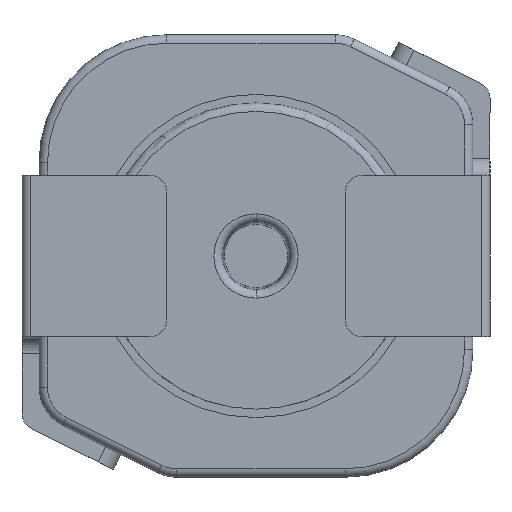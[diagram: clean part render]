
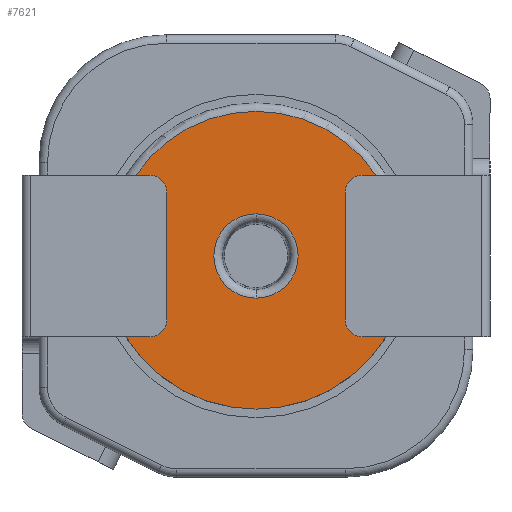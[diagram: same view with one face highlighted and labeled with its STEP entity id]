
A CAD part, front view. The second image highlights one B-rep face of the part: STEP entity #7621.
In plain terms, the highlighted planar face has unit normal (0, -1, 0).
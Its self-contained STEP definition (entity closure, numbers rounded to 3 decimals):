
#45 = ORIENTED_EDGE ( 'NONE', *, *, #385, .T. ) ;
#169 = ORIENTED_EDGE ( 'NONE', *, *, #5303, .T. ) ;
#205 = VERTEX_POINT ( 'NONE', #3412 ) ;
#314 = EDGE_CURVE ( 'NONE', #3811, #4856, #6757, .T. ) ;
#356 = EDGE_CURVE ( 'NONE', #205, #10053, #6476, .T. ) ;
#362 = VECTOR ( 'NONE', #1095, 1000. ) ;
#385 = EDGE_CURVE ( 'NONE', #3811, #2764, #7530, .T. ) ;
#585 = EDGE_LOOP ( 'NONE', ( #4241, #4001, #3765, #6191, #6406, #10262, #1280, #4641, #169, #3329, #9038, #11218, #45 ) ) ;
#586 = VERTEX_POINT ( 'NONE', #5966 ) ;
#614 = VERTEX_POINT ( 'NONE', #4071 ) ;
#677 = DIRECTION ( 'NONE',  ( 0., 0., -1. ) ) ;
#824 = LINE ( 'NONE', #10919, #2997 ) ;
#845 = EDGE_CURVE ( 'NONE', #5468, #586, #3411, .T. ) ;
#1069 = CARTESIAN_POINT ( 'NONE',  ( -1.41, 0., 0.95 ) ) ;
#1095 = DIRECTION ( 'NONE',  ( 1., 0., 0. ) ) ;
#1111 = CARTESIAN_POINT ( 'NONE',  ( 0., 0., 0. ) ) ;
#1216 = CARTESIAN_POINT ( 'NONE',  ( -1.05, 0., 0.95 ) ) ;
#1280 = ORIENTED_EDGE ( 'NONE', *, *, #845, .T. ) ;
#1335 = AXIS2_PLACEMENT_3D ( 'NONE', #3340, #4235, #677 ) ;
#1374 = CARTESIAN_POINT ( 'NONE',  ( 1.529, 0., -0.95 ) ) ;
#1415 = CARTESIAN_POINT ( 'NONE',  ( 1.25, 0., 0.75 ) ) ;
#1426 = CIRCLE ( 'NONE', #8237, 1.8 ) ;
#1456 = CARTESIAN_POINT ( 'NONE',  ( 0., 0., 0. ) ) ;
#1820 = DIRECTION ( 'NONE',  ( 0., -1., 0. ) ) ;
#1891 = DIRECTION ( 'NONE',  ( 0., 0., -1. ) ) ;
#2288 = DIRECTION ( 'NONE',  ( 0., 0., -1. ) ) ;
#2303 = EDGE_CURVE ( 'NONE', #8858, #10981, #9772, .T. ) ;
#2369 = EDGE_CURVE ( 'NONE', #8877, #8858, #7969, .T. ) ;
#2475 = DIRECTION ( 'NONE',  ( 0., 0., -1. ) ) ;
#2532 = PLANE ( 'NONE',  #10738 ) ;
#2646 = DIRECTION ( 'NONE',  ( 0., 0., -1. ) ) ;
#2764 = VERTEX_POINT ( 'NONE', #4564 ) ;
#2997 = VECTOR ( 'NONE', #10081, 1000. ) ;
#3081 = CIRCLE ( 'NONE', #9993, 1.8 ) ;
#3224 = CARTESIAN_POINT ( 'NONE',  ( -1.25, 0., -0.95 ) ) ;
#3329 = ORIENTED_EDGE ( 'NONE', *, *, #9908, .T. ) ;
#3340 = CARTESIAN_POINT ( 'NONE',  ( -1.25, 0., -0.75 ) ) ;
#3356 = CARTESIAN_POINT ( 'NONE',  ( 0., 0., 0. ) ) ;
#3411 = LINE ( 'NONE', #7974, #6292 ) ;
#3412 = CARTESIAN_POINT ( 'NONE',  ( 0., 0., -0.495 ) ) ;
#3417 = CARTESIAN_POINT ( 'NONE',  ( 0., 0., 0.495 ) ) ;
#3658 = LINE ( 'NONE', #11123, #10086 ) ;
#3662 = DIRECTION ( 'NONE',  ( -1., 0., 0. ) ) ;
#3765 = ORIENTED_EDGE ( 'NONE', *, *, #2303, .T. ) ;
#3809 = DIRECTION ( 'NONE',  ( 1., 0., 0. ) ) ;
#3811 = VERTEX_POINT ( 'NONE', #5019 ) ;
#3961 = DIRECTION ( 'NONE',  ( 0., 1., 0. ) ) ;
#3971 = DIRECTION ( 'NONE',  ( 0., 0., -1. ) ) ;
#4001 = ORIENTED_EDGE ( 'NONE', *, *, #2369, .T. ) ;
#4071 = CARTESIAN_POINT ( 'NONE',  ( -1.25, 0., 0.95 ) ) ;
#4235 = DIRECTION ( 'NONE',  ( 0., 1., 0. ) ) ;
#4241 = ORIENTED_EDGE ( 'NONE', *, *, #11321, .T. ) ;
#4426 = FACE_BOUND ( 'NONE', #7220, .T. ) ;
#4431 = VECTOR ( 'NONE', #3809, 1000. ) ;
#4564 = CARTESIAN_POINT ( 'NONE',  ( 1.05, 0., -0.75 ) ) ;
#4641 = ORIENTED_EDGE ( 'NONE', *, *, #6671, .T. ) ;
#4749 = AXIS2_PLACEMENT_3D ( 'NONE', #1111, #7319, #2288 ) ;
#4856 = VERTEX_POINT ( 'NONE', #1374 ) ;
#4920 = DIRECTION ( 'NONE',  ( 0., 1., 0. ) ) ;
#5019 = CARTESIAN_POINT ( 'NONE',  ( 1.25, 0., -0.95 ) ) ;
#5303 = EDGE_CURVE ( 'NONE', #6267, #8218, #3658, .T. ) ;
#5434 = VERTEX_POINT ( 'NONE', #1069 ) ;
#5468 = VERTEX_POINT ( 'NONE', #8078 ) ;
#5604 = CARTESIAN_POINT ( 'NONE',  ( 1.05, 0., 0.95 ) ) ;
#5678 = EDGE_CURVE ( 'NONE', #10053, #205, #9255, .T. ) ;
#5858 = CARTESIAN_POINT ( 'NONE',  ( -1.25, 0., 0.75 ) ) ;
#5883 = EDGE_CURVE ( 'NONE', #9622, #4856, #1426, .T. ) ;
#5966 = CARTESIAN_POINT ( 'NONE',  ( -1.05, 0., -0.75 ) ) ;
#6191 = ORIENTED_EDGE ( 'NONE', *, *, #10147, .T. ) ;
#6259 = CARTESIAN_POINT ( 'NONE',  ( 0., 0., -1.8 ) ) ;
#6267 = VERTEX_POINT ( 'NONE', #3224 ) ;
#6292 = VECTOR ( 'NONE', #9754, 1000. ) ;
#6374 = DIRECTION ( 'NONE',  ( 0., 0., -1. ) ) ;
#6406 = ORIENTED_EDGE ( 'NONE', *, *, #10248, .F. ) ;
#6476 = CIRCLE ( 'NONE', #11240, 0.495 ) ;
#6671 = EDGE_CURVE ( 'NONE', #586, #6267, #7996, .T. ) ;
#6757 = LINE ( 'NONE', #10690, #4431 ) ;
#6802 = DIRECTION ( 'NONE',  ( 0., -1., 0. ) ) ;
#6989 = CARTESIAN_POINT ( 'NONE',  ( 1.41, 0., 0.95 ) ) ;
#7018 = CARTESIAN_POINT ( 'NONE',  ( 1.25, 0., -0.75 ) ) ;
#7220 = EDGE_LOOP ( 'NONE', ( #8990, #10510 ) ) ;
#7234 = CARTESIAN_POINT ( 'NONE',  ( 0., 0., 0. ) ) ;
#7304 = VECTOR ( 'NONE', #3662, 1000. ) ;
#7319 = DIRECTION ( 'NONE',  ( 0., 1., 0. ) ) ;
#7527 = DIRECTION ( 'NONE',  ( 0., 0., -1. ) ) ;
#7530 = CIRCLE ( 'NONE', #7692, 0.2 ) ;
#7621 = ADVANCED_FACE ( 'NONE', ( #4426, #7954 ), #2532, .T. ) ;
#7692 = AXIS2_PLACEMENT_3D ( 'NONE', #7018, #9807, #6374 ) ;
#7695 = DIRECTION ( 'NONE',  ( 0., -1., 0. ) ) ;
#7954 = FACE_OUTER_BOUND ( 'NONE', #585, .T. ) ;
#7969 = CIRCLE ( 'NONE', #10914, 0.2 ) ;
#7974 = CARTESIAN_POINT ( 'NONE',  ( -1.05, 0., 0.95 ) ) ;
#7996 = CIRCLE ( 'NONE', #1335, 0.2 ) ;
#8078 = CARTESIAN_POINT ( 'NONE',  ( -1.05, 0., 0.75 ) ) ;
#8218 = VERTEX_POINT ( 'NONE', #11334 ) ;
#8237 = AXIS2_PLACEMENT_3D ( 'NONE', #3356, #7695, #2475 ) ;
#8374 = DIRECTION ( 'NONE',  ( 0., -1., 0. ) ) ;
#8634 = AXIS2_PLACEMENT_3D ( 'NONE', #9652, #1820, #1891 ) ;
#8636 = DIRECTION ( 'NONE',  ( 0., 0., -1. ) ) ;
#8858 = VERTEX_POINT ( 'NONE', #9591 ) ;
#8877 = VERTEX_POINT ( 'NONE', #10438 ) ;
#8988 = CIRCLE ( 'NONE', #9392, 0.2 ) ;
#8990 = ORIENTED_EDGE ( 'NONE', *, *, #356, .T. ) ;
#9038 = ORIENTED_EDGE ( 'NONE', *, *, #5883, .T. ) ;
#9116 = CIRCLE ( 'NONE', #8634, 1.7 ) ;
#9239 = DIRECTION ( 'NONE',  ( 0., 0., -1. ) ) ;
#9255 = CIRCLE ( 'NONE', #4749, 0.495 ) ;
#9392 = AXIS2_PLACEMENT_3D ( 'NONE', #5858, #4920, #3971 ) ;
#9398 = DIRECTION ( 'NONE',  ( -1., 0., 0. ) ) ;
#9466 = CARTESIAN_POINT ( 'NONE',  ( 1.05, 0., -1.1 ) ) ;
#9591 = CARTESIAN_POINT ( 'NONE',  ( 1.25, 0., 0.95 ) ) ;
#9622 = VERTEX_POINT ( 'NONE', #6259 ) ;
#9652 = CARTESIAN_POINT ( 'NONE',  ( 0., 0., 0. ) ) ;
#9754 = DIRECTION ( 'NONE',  ( 0., 0., -1. ) ) ;
#9772 = LINE ( 'NONE', #5604, #362 ) ;
#9807 = DIRECTION ( 'NONE',  ( 0., 1., 0. ) ) ;
#9813 = EDGE_CURVE ( 'NONE', #614, #5468, #8988, .T. ) ;
#9908 = EDGE_CURVE ( 'NONE', #8218, #9622, #3081, .T. ) ;
#9993 = AXIS2_PLACEMENT_3D ( 'NONE', #1456, #8374, #7527 ) ;
#10053 = VERTEX_POINT ( 'NONE', #3417 ) ;
#10081 = DIRECTION ( 'NONE',  ( 0., 0., 1. ) ) ;
#10086 = VECTOR ( 'NONE', #9398, 1000. ) ;
#10147 = EDGE_CURVE ( 'NONE', #10981, #5434, #9116, .T. ) ;
#10248 = EDGE_CURVE ( 'NONE', #614, #5434, #10470, .T. ) ;
#10262 = ORIENTED_EDGE ( 'NONE', *, *, #9813, .T. ) ;
#10438 = CARTESIAN_POINT ( 'NONE',  ( 1.05, 0., 0.75 ) ) ;
#10470 = LINE ( 'NONE', #1216, #7304 ) ;
#10510 = ORIENTED_EDGE ( 'NONE', *, *, #5678, .T. ) ;
#10690 = CARTESIAN_POINT ( 'NONE',  ( 1.05, 0., -0.95 ) ) ;
#10738 = AXIS2_PLACEMENT_3D ( 'NONE', #9466, #6802, #8636 ) ;
#10797 = DIRECTION ( 'NONE',  ( 0., 1., 0. ) ) ;
#10914 = AXIS2_PLACEMENT_3D ( 'NONE', #1415, #3961, #9239 ) ;
#10919 = CARTESIAN_POINT ( 'NONE',  ( 1.05, 0., -0.95 ) ) ;
#10981 = VERTEX_POINT ( 'NONE', #6989 ) ;
#11123 = CARTESIAN_POINT ( 'NONE',  ( -1.05, 0., -0.95 ) ) ;
#11218 = ORIENTED_EDGE ( 'NONE', *, *, #314, .F. ) ;
#11240 = AXIS2_PLACEMENT_3D ( 'NONE', #7234, #10797, #2646 ) ;
#11321 = EDGE_CURVE ( 'NONE', #2764, #8877, #824, .T. ) ;
#11334 = CARTESIAN_POINT ( 'NONE',  ( -1.529, 0., -0.95 ) ) ;
